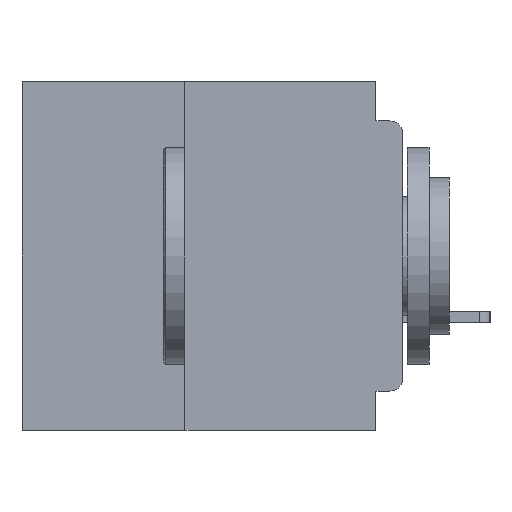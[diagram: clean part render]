
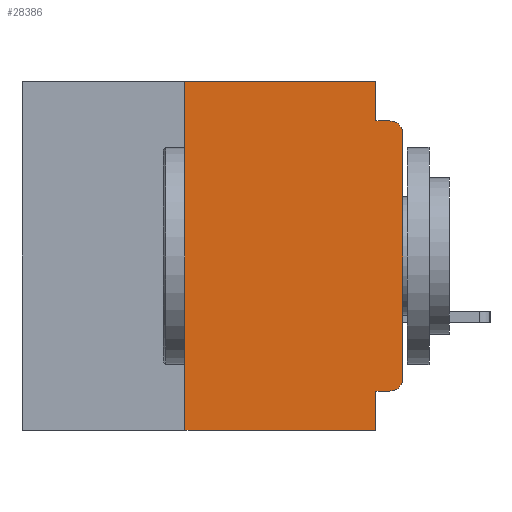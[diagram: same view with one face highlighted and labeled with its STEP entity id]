
A CAD part, left-side view. The second image highlights one B-rep face of the part: STEP entity #28386.
In plain terms, the highlighted planar face has unit normal (-1, 0, 0).
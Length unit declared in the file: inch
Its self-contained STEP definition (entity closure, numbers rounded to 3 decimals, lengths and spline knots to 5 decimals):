
#216 = CARTESIAN_POINT ( 'NONE',  ( 0., 0.015, -0.06 ) ) ;
#2002 = CARTESIAN_POINT ( 'NONE',  ( 0., 0., 0. ) ) ;
#2464 = VERTEX_POINT ( 'NONE', #15608 ) ;
#2625 = VERTEX_POINT ( 'NONE', #56220 ) ;
#2991 = DIRECTION ( 'NONE',  ( 0., 0., -1. ) ) ;
#3205 = CARTESIAN_POINT ( 'NONE',  ( 0., 0.031, -0.4 ) ) ;
#4838 = DIRECTION ( 'NONE',  ( 0., 0., -1. ) ) ;
#4997 = CARTESIAN_POINT ( 'NONE',  ( 0., 0.25, -0.4 ) ) ;
#5364 = CARTESIAN_POINT ( 'NONE',  ( 0., 0.437, 0. ) ) ;
#5581 = EDGE_CURVE ( 'NONE', #14324, #31087, #38257, .T. ) ;
#5604 = VECTOR ( 'NONE', #31297, 39.37008 ) ;
#6075 = VECTOR ( 'NONE', #53622, 39.37008 ) ;
#7380 = EDGE_CURVE ( 'NONE', #15825, #35411, #36622, .T. ) ;
#7550 = ORIENTED_EDGE ( 'NONE', *, *, #13377, .F. ) ;
#7812 = EDGE_CURVE ( 'NONE', #2464, #54636, #45535, .T. ) ;
#7937 = LINE ( 'NONE', #14017, #53851 ) ;
#8081 = DIRECTION ( 'NONE',  ( 0., 1., 0. ) ) ;
#8148 = LINE ( 'NONE', #43745, #55443 ) ;
#8808 = VERTEX_POINT ( 'NONE', #4997 ) ;
#9001 = CARTESIAN_POINT ( 'NONE',  ( 0., 0.25, 0. ) ) ;
#12117 = CARTESIAN_POINT ( 'NONE',  ( 0., 0., -0.06 ) ) ;
#12906 = AXIS2_PLACEMENT_3D ( 'NONE', #5364, #19096, #50048 ) ;
#13125 = ORIENTED_EDGE ( 'NONE', *, *, #7380, .F. ) ;
#13149 = EDGE_CURVE ( 'NONE', #43408, #2625, #8148, .T. ) ;
#13377 = EDGE_CURVE ( 'NONE', #31087, #43408, #20881, .T. ) ;
#14017 = CARTESIAN_POINT ( 'NONE',  ( 0., 0.437, -0.4 ) ) ;
#14324 = VERTEX_POINT ( 'NONE', #9001 ) ;
#15608 = CARTESIAN_POINT ( 'NONE',  ( 0., 0., -0.34 ) ) ;
#15620 = EDGE_CURVE ( 'NONE', #8808, #57700, #7937, .T. ) ;
#15825 = VERTEX_POINT ( 'NONE', #24218 ) ;
#17024 = DIRECTION ( 'NONE',  ( 0., -1., 0. ) ) ;
#17733 = LINE ( 'NONE', #26811, #5604 ) ;
#18182 = LINE ( 'NONE', #18229, #6075 ) ;
#18229 = CARTESIAN_POINT ( 'NONE',  ( 0., 0.031, -0.4 ) ) ;
#18550 = CARTESIAN_POINT ( 'NONE',  ( 0., 0.031, 0. ) ) ;
#18850 = ORIENTED_EDGE ( 'NONE', *, *, #15620, .T. ) ;
#19096 = DIRECTION ( 'NONE',  ( 1., 0., 0. ) ) ;
#20881 = LINE ( 'NONE', #18550, #43209 ) ;
#22728 = EDGE_CURVE ( 'NONE', #35411, #57700, #18182, .T. ) ;
#23026 = DIRECTION ( 'NONE',  ( 0., 0., -1. ) ) ;
#24218 = CARTESIAN_POINT ( 'NONE',  ( 0., 0.015, -0.355 ) ) ;
#24768 = VECTOR ( 'NONE', #8081, 39.37008 ) ;
#25085 = ORIENTED_EDGE ( 'NONE', *, *, #48364, .F. ) ;
#26811 = CARTESIAN_POINT ( 'NONE',  ( 0., 0.25, -0.4 ) ) ;
#27776 = VECTOR ( 'NONE', #31080, 39.37008 ) ;
#28386 = ADVANCED_FACE ( 'NONE', ( #42012 ), #45732, .F. ) ;
#29634 = EDGE_CURVE ( 'NONE', #54636, #2625, #46710, .T. ) ;
#30063 = DIRECTION ( 'NONE',  ( -1., 0., 0. ) ) ;
#31080 = DIRECTION ( 'NONE',  ( 0., -1., 0. ) ) ;
#31087 = VERTEX_POINT ( 'NONE', #38037 ) ;
#31297 = DIRECTION ( 'NONE',  ( 0., 0., 1. ) ) ;
#31851 = DIRECTION ( 'NONE',  ( -1., 0., 0. ) ) ;
#33805 = VECTOR ( 'NONE', #46899, 39.37008 ) ;
#35265 = ORIENTED_EDGE ( 'NONE', *, *, #13149, .F. ) ;
#35411 = VERTEX_POINT ( 'NONE', #42530 ) ;
#36312 = DIRECTION ( 'NONE',  ( 0., -1., 0. ) ) ;
#36533 = ORIENTED_EDGE ( 'NONE', *, *, #53557, .T. ) ;
#36622 = LINE ( 'NONE', #39302, #24768 ) ;
#37257 = ORIENTED_EDGE ( 'NONE', *, *, #7812, .T. ) ;
#37962 = ORIENTED_EDGE ( 'NONE', *, *, #29634, .T. ) ;
#38037 = CARTESIAN_POINT ( 'NONE',  ( 0., 0.031, 0. ) ) ;
#38257 = LINE ( 'NONE', #57395, #27776 ) ;
#39302 = CARTESIAN_POINT ( 'NONE',  ( 0., 0., -0.355 ) ) ;
#39303 = CIRCLE ( 'NONE', #55097, 0.015 ) ;
#42012 = FACE_OUTER_BOUND ( 'NONE', #44028, .T. ) ;
#42530 = CARTESIAN_POINT ( 'NONE',  ( 0., 0.031, -0.355 ) ) ;
#43209 = VECTOR ( 'NONE', #23026, 39.37008 ) ;
#43408 = VERTEX_POINT ( 'NONE', #57856 ) ;
#43745 = CARTESIAN_POINT ( 'NONE',  ( 0., 0., -0.045 ) ) ;
#44028 = EDGE_LOOP ( 'NONE', ( #37257, #37962, #35265, #7550, #49296, #25085, #18850, #53896, #13125, #36533 ) ) ;
#45535 = LINE ( 'NONE', #2002, #33805 ) ;
#45732 = PLANE ( 'NONE',  #12906 ) ;
#46710 = CIRCLE ( 'NONE', #57078, 0.015 ) ;
#46899 = DIRECTION ( 'NONE',  ( 0., 0., 1. ) ) ;
#48364 = EDGE_CURVE ( 'NONE', #8808, #14324, #17733, .T. ) ;
#49296 = ORIENTED_EDGE ( 'NONE', *, *, #5581, .F. ) ;
#50048 = DIRECTION ( 'NONE',  ( 0., 0., -1. ) ) ;
#53557 = EDGE_CURVE ( 'NONE', #15825, #2464, #39303, .T. ) ;
#53622 = DIRECTION ( 'NONE',  ( 0., 0., -1. ) ) ;
#53851 = VECTOR ( 'NONE', #36312, 39.37008 ) ;
#53896 = ORIENTED_EDGE ( 'NONE', *, *, #22728, .F. ) ;
#54636 = VERTEX_POINT ( 'NONE', #12117 ) ;
#55097 = AXIS2_PLACEMENT_3D ( 'NONE', #56396, #30063, #2991 ) ;
#55443 = VECTOR ( 'NONE', #17024, 39.37008 ) ;
#56220 = CARTESIAN_POINT ( 'NONE',  ( 0., 0.015, -0.045 ) ) ;
#56396 = CARTESIAN_POINT ( 'NONE',  ( 0., 0.015, -0.34 ) ) ;
#57078 = AXIS2_PLACEMENT_3D ( 'NONE', #216, #31851, #4838 ) ;
#57395 = CARTESIAN_POINT ( 'NONE',  ( 0., 0.437, 0. ) ) ;
#57700 = VERTEX_POINT ( 'NONE', #3205 ) ;
#57856 = CARTESIAN_POINT ( 'NONE',  ( 0., 0.031, -0.045 ) ) ;
